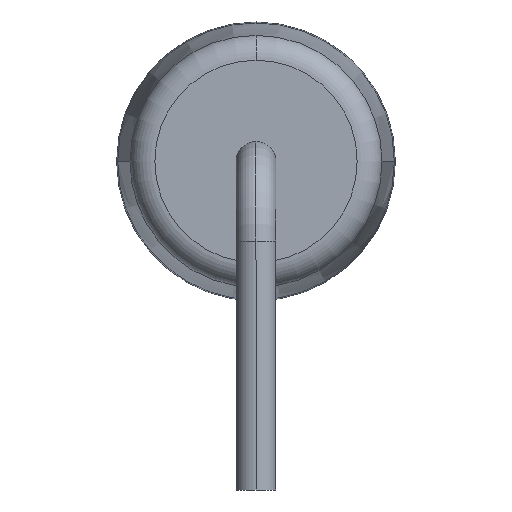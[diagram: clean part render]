
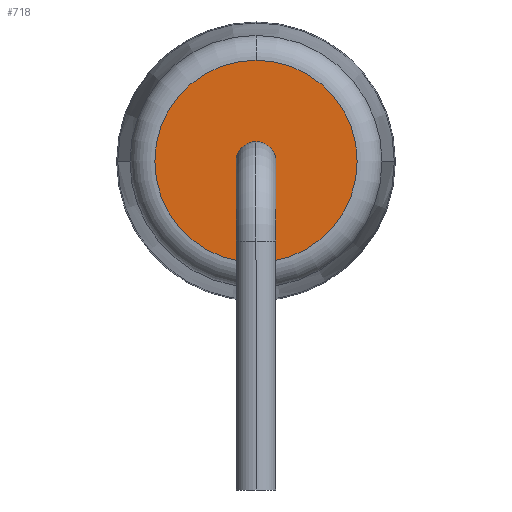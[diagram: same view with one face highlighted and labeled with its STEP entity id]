
A CAD part, left-side view. The second image highlights one B-rep face of the part: STEP entity #718.
In plain terms, the highlighted planar face has unit normal (-1, 0, 0).
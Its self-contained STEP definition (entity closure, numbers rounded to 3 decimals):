
#72=CARTESIAN_POINT('',(-6.35,0.,0.768));
#73=VERTEX_POINT('',#72);
#99=CARTESIAN_POINT('',(-6.35,0.,4.832));
#100=VERTEX_POINT('',#99);
#108=CARTESIAN_POINT('',(-6.35,0.,2.8));
#109=DIRECTION('',(1.0,0.0,0.0));
#110=DIRECTION('',(0.0,-1.0,0.0));
#111=AXIS2_PLACEMENT_3D('',#108,#109,#110);
#112=CIRCLE('',#111,2.032);
#113=EDGE_CURVE('',#100,#73,#112,.T.);
#686=CARTESIAN_POINT('',(-6.35,2.032,2.8));
#687=VERTEX_POINT('',#686);
#688=CARTESIAN_POINT('',(-6.35,0.,2.8));
#689=DIRECTION('',(1.0,0.0,0.0));
#690=DIRECTION('',(0.0,-1.0,0.0));
#691=AXIS2_PLACEMENT_3D('',#688,#689,#690);
#692=CIRCLE('',#691,2.032);
#693=EDGE_CURVE('',#73,#687,#692,.T.);
#695=CARTESIAN_POINT('',(-6.35,0.,2.8));
#696=DIRECTION('',(1.0,0.0,0.0));
#697=DIRECTION('',(0.0,-1.0,0.0));
#698=AXIS2_PLACEMENT_3D('',#695,#696,#697);
#699=CIRCLE('',#698,2.032);
#700=EDGE_CURVE('',#687,#100,#699,.T.);
#708=CARTESIAN_POINT('',(-6.35,0.0,2.8));
#709=DIRECTION('',(-1.0,0.0,0.0));
#710=DIRECTION('',(0.0,-1.0,0.0));
#711=AXIS2_PLACEMENT_3D('',#708,#709,#710);
#712=PLANE('',#711);
#713=ORIENTED_EDGE('',*,*,#700,.F.);
#714=ORIENTED_EDGE('',*,*,#693,.F.);
#715=ORIENTED_EDGE('',*,*,#113,.F.);
#716=EDGE_LOOP('',(#713,#714,#715));
#717=FACE_OUTER_BOUND('',#716,.T.);
#718=ADVANCED_FACE('',(#717),#712,.T.);
